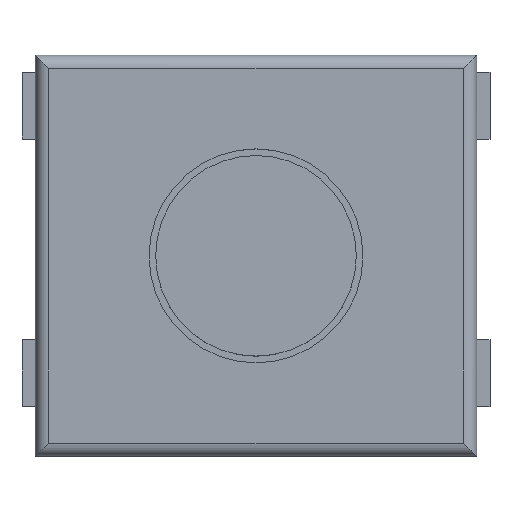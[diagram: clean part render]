
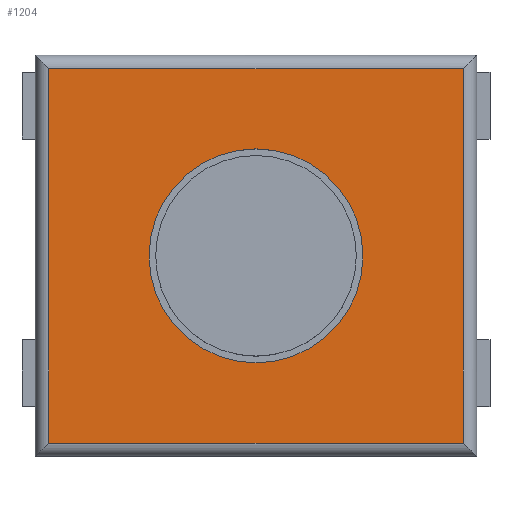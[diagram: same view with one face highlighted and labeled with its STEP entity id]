
A CAD part, top view. The second image highlights one B-rep face of the part: STEP entity #1204.
In plain terms, the highlighted planar face has unit normal (0, 0, 1).
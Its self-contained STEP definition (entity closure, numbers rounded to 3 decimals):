
#14=FACE_BOUND('',#153,.T.);
#20=CIRCLE('',#1281,1.6);
#26=PLANE('',#1280);
#88=FACE_OUTER_BOUND('',#152,.T.);
#152=EDGE_LOOP('',(#844,#845,#846,#847));
#153=EDGE_LOOP('',(#848));
#220=LINE('',#1652,#380);
#223=LINE('',#1662,#383);
#224=LINE('',#1666,#384);
#226=LINE('',#1671,#386);
#380=VECTOR('',#1346,10.);
#383=VECTOR('',#1355,10.);
#384=VECTOR('',#1360,10.);
#386=VECTOR('',#1366,10.);
#540=VERTEX_POINT('',#1650);
#541=VERTEX_POINT('',#1651);
#545=VERTEX_POINT('',#1661);
#546=VERTEX_POINT('',#1665);
#551=VERTEX_POINT('',#1684);
#652=EDGE_CURVE('',#540,#541,#220,.T.);
#657=EDGE_CURVE('',#541,#545,#223,.T.);
#659=EDGE_CURVE('',#546,#540,#224,.T.);
#662=EDGE_CURVE('',#545,#546,#226,.T.);
#669=EDGE_CURVE('',#551,#551,#20,.T.);
#844=ORIENTED_EDGE('',*,*,#652,.F.);
#845=ORIENTED_EDGE('',*,*,#659,.F.);
#846=ORIENTED_EDGE('',*,*,#662,.F.);
#847=ORIENTED_EDGE('',*,*,#657,.F.);
#848=ORIENTED_EDGE('',*,*,#669,.T.);
#1204=ADVANCED_FACE('',(#88,#14),#26,.T.);
#1280=AXIS2_PLACEMENT_3D('',#1683,#1377,#1378);
#1281=AXIS2_PLACEMENT_3D('',#1685,#1379,#1380);
#1346=DIRECTION('',(1.,0.,0.));
#1355=DIRECTION('',(0.,-1.,0.));
#1360=DIRECTION('',(0.,1.,0.));
#1366=DIRECTION('',(-1.,0.,0.));
#1377=DIRECTION('center_axis',(0.,0.,1.));
#1378=DIRECTION('ref_axis',(1.,0.,0.));
#1379=DIRECTION('center_axis',(0.,0.,-1.));
#1380=DIRECTION('ref_axis',(-1.,0.,0.));
#1650=CARTESIAN_POINT('',(-3.1,2.8,0.));
#1651=CARTESIAN_POINT('',(3.1,2.8,0.));
#1652=CARTESIAN_POINT('',(1.65,2.8,0.));
#1661=CARTESIAN_POINT('',(3.1,-2.8,0.));
#1662=CARTESIAN_POINT('',(3.1,-1.5,0.));
#1665=CARTESIAN_POINT('',(-3.1,-2.8,0.));
#1666=CARTESIAN_POINT('',(-3.1,1.5,0.));
#1671=CARTESIAN_POINT('',(-1.65,-2.8,0.));
#1683=CARTESIAN_POINT('Origin',(0.,0.,0.));
#1684=CARTESIAN_POINT('',(1.6,0.,0.));
#1685=CARTESIAN_POINT('Origin',(0.,0.,0.));
